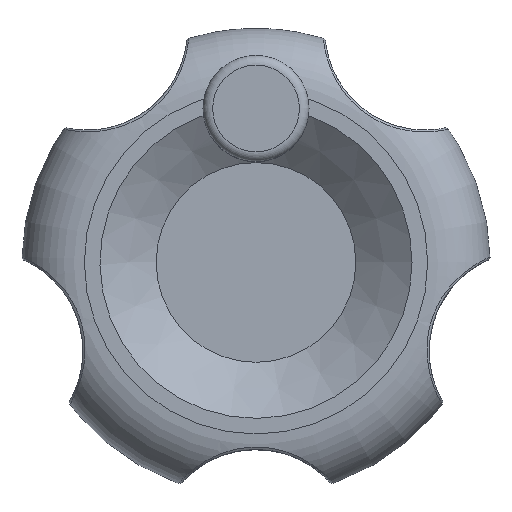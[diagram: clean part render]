
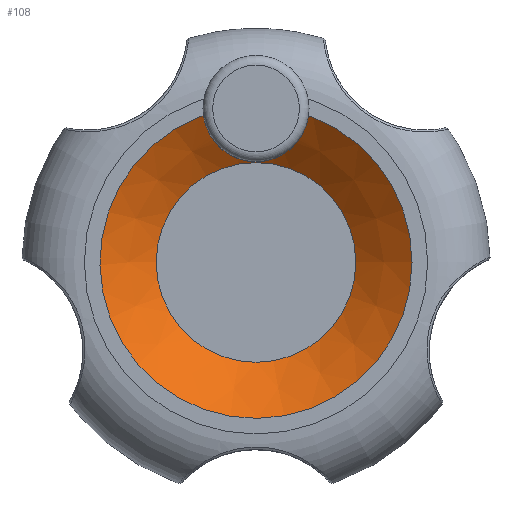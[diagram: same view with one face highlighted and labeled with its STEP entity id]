
A CAD part, top view. The second image highlights one B-rep face of the part: STEP entity #108.
In plain terms, the highlighted conical face has half-angle 52.125 degrees and reference radius 25 mm.
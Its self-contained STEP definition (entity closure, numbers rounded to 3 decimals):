
#108 = ADVANCED_FACE( '', ( #290, #291 ), #292, .F. );
#290 = FACE_BOUND( '', #602, .T. );
#291 = FACE_OUTER_BOUND( '', #603, .T. );
#292 = CONICAL_SURFACE( '', #604, 25., 0.91 );
#602 = EDGE_LOOP( '', ( #6382 ) );
#603 = EDGE_LOOP( '', ( #6383, #6384 ) );
#604 = AXIS2_PLACEMENT_3D( '', #6385, #6386, #6387 );
#6382 = ORIENTED_EDGE( '', *, *, #6927, .F. );
#6383 = ORIENTED_EDGE( '', *, *, #6928, .T. );
#6384 = ORIENTED_EDGE( '', *, *, #6929, .T. );
#6385 = CARTESIAN_POINT( '', ( 0., 0., 39. ) );
#6386 = DIRECTION( '', ( 0., 0., 1. ) );
#6387 = DIRECTION( '', ( 1., 0., 0. ) );
#6927 = EDGE_CURVE( '', #7129, #7129, #7130, .T. );
#6928 = EDGE_CURVE( '', #7131, #7132, #7133, .T. );
#6929 = EDGE_CURVE( '', #7132, #7131, #7134, .T. );
#7129 = VERTEX_POINT( '', #7416 );
#7130 = CIRCLE( '', #7417, 16. );
#7131 = VERTEX_POINT( '', #7418 );
#7132 = VERTEX_POINT( '', #7419 );
#7133 = CIRCLE( '', #7420, 25. );
#7134 = B_SPLINE_CURVE_WITH_KNOTS( '', 3, ( #7421, #7422, #7423, #7424, #7425, #7426, #7427, #7428, #7429, #7430, #7431, #7432, #7433, #7434, #7435, #7436, #7437, #7438, #7439, #7440, #7441, #7442, #7443, #7444, #7445, #7446, #7447, #7448, #7449, #7450, #7451, #7452, #7453, #7454, #7455, #7456 ), .UNSPECIFIED., .F., .F., ( 4, 2, 2, 2, 2, 2, 2, 2, 2, 2, 2, 2, 2, 2, 2, 2, 2, 4 ), ( 0., 0.002, 0.003, 0.004, 0.005, 0.006, 0.007, 0.007, 0.008, 0.008, 0.009, 0.01, 0.011, 0.012, 0.013, 0.015, 0.016, 0.018 ), .UNSPECIFIED. );
#7416 = CARTESIAN_POINT( '', ( 16., 0., 32. ) );
#7417 = AXIS2_PLACEMENT_3D( '', #10563, #10564, #10565 );
#7418 = CARTESIAN_POINT( '', ( -4.999, 24.495, 39. ) );
#7419 = CARTESIAN_POINT( '', ( 4.999, 24.495, 39. ) );
#7420 = AXIS2_PLACEMENT_3D( '', #10566, #10567, #10568 );
#7421 = CARTESIAN_POINT( '', ( 4.999, 24.495, 39. ) );
#7422 = CARTESIAN_POINT( '', ( 4.989, 23.896, 38.542 ) );
#7423 = CARTESIAN_POINT( '', ( 4.874, 23.32, 38.085 ) );
#7424 = CARTESIAN_POINT( '', ( 4.55, 22.488, 37.401 ) );
#7425 = CARTESIAN_POINT( '', ( 4.416, 22.217, 37.173 ) );
#7426 = CARTESIAN_POINT( '', ( 4.101, 21.705, 36.736 ) );
#7427 = CARTESIAN_POINT( '', ( 3.919, 21.462, 36.524 ) );
#7428 = CARTESIAN_POINT( '', ( 3.607, 21.116, 36.217 ) );
#7429 = CARTESIAN_POINT( '', ( 3.496, 21.004, 36.117 ) );
#7430 = CARTESIAN_POINT( '', ( 3.26, 20.787, 35.921 ) );
#7431 = CARTESIAN_POINT( '', ( 3.134, 20.682, 35.825 ) );
#7432 = CARTESIAN_POINT( '', ( 2.739, 20.386, 35.553 ) );
#7433 = CARTESIAN_POINT( '', ( 2.453, 20.211, 35.389 ) );
#7434 = CARTESIAN_POINT( '', ( 1.978, 19.987, 35.176 ) );
#7435 = CARTESIAN_POINT( '', ( 1.813, 19.919, 35.112 ) );
#7436 = CARTESIAN_POINT( '', ( 1.475, 19.801, 34.999 ) );
#7437 = CARTESIAN_POINT( '', ( 1.302, 19.751, 34.95 ) );
#7438 = CARTESIAN_POINT( '', ( 0.944, 19.669, 34.87 ) );
#7439 = CARTESIAN_POINT( '', ( 0.759, 19.636, 34.839 ) );
#7440 = CARTESIAN_POINT( '', ( 0.387, 19.594, 34.797 ) );
#7441 = CARTESIAN_POINT( '', ( 0.2, 19.583, 34.787 ) );
#7442 = CARTESIAN_POINT( '', ( -0.36, 19.581, 34.785 ) );
#7443 = CARTESIAN_POINT( '', ( -0.74, 19.624, 34.827 ) );
#7444 = CARTESIAN_POINT( '', ( -1.456, 19.785, 34.983 ) );
#7445 = CARTESIAN_POINT( '', ( -1.801, 19.905, 35.098 ) );
#7446 = CARTESIAN_POINT( '', ( -2.431, 20.199, 35.378 ) );
#7447 = CARTESIAN_POINT( '', ( -2.719, 20.373, 35.541 ) );
#7448 = CARTESIAN_POINT( '', ( -3.251, 20.769, 35.905 ) );
#7449 = CARTESIAN_POINT( '', ( -3.487, 20.985, 36.1 ) );
#7450 = CARTESIAN_POINT( '', ( -3.907, 21.446, 36.51 ) );
#7451 = CARTESIAN_POINT( '', ( -4.091, 21.692, 36.724 ) );
#7452 = CARTESIAN_POINT( '', ( -4.412, 22.211, 37.168 ) );
#7453 = CARTESIAN_POINT( '', ( -4.546, 22.479, 37.393 ) );
#7454 = CARTESIAN_POINT( '', ( -4.871, 23.307, 38.075 ) );
#7455 = CARTESIAN_POINT( '', ( -4.989, 23.896, 38.542 ) );
#7456 = CARTESIAN_POINT( '', ( -4.999, 24.495, 39. ) );
#10563 = CARTESIAN_POINT( '', ( 0., 0., 32. ) );
#10564 = DIRECTION( '', ( 0., 0., 1. ) );
#10565 = DIRECTION( '', ( 1., 0., 0. ) );
#10566 = CARTESIAN_POINT( '', ( 0., 0., 39. ) );
#10567 = DIRECTION( '', ( 0., 0., 1. ) );
#10568 = DIRECTION( '', ( 1., 0., 0. ) );
